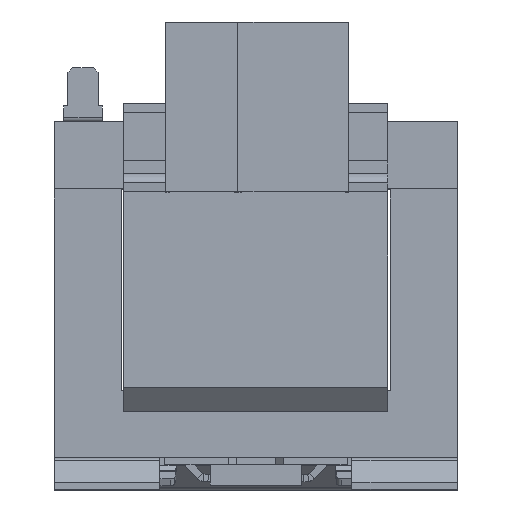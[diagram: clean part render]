
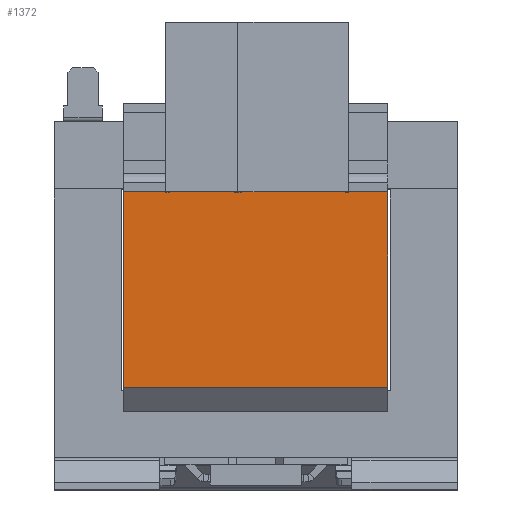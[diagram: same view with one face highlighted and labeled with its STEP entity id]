
A CAD part, top view. The second image highlights one B-rep face of the part: STEP entity #1372.
In plain terms, the highlighted planar face has unit normal (0, 0, 1).
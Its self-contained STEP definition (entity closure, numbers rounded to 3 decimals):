
#586 = EDGE_CURVE ( 'NONE', #9446, #10361, #12921, .T. ) ;
#1268 = DIRECTION ( 'NONE',  ( 0., -1., 0. ) ) ;
#1372 = ADVANCED_FACE ( 'NONE', ( #9861 ), #7875, .F. ) ;
#2511 = CARTESIAN_POINT ( 'NONE',  ( -27.5, 20.4, 37.95 ) ) ;
#2712 = CARTESIAN_POINT ( 'NONE',  ( 27.5, 20.4, 37.95 ) ) ;
#2764 = DIRECTION ( 'NONE',  ( -1., 0., 0. ) ) ;
#2953 = EDGE_CURVE ( 'NONE', #6662, #9446, #5377, .T. ) ;
#3425 = AXIS2_PLACEMENT_3D ( 'NONE', #11948, #5504, #2764 ) ;
#3933 = VECTOR ( 'NONE', #13017, 1000. ) ;
#4095 = EDGE_CURVE ( 'NONE', #6662, #12679, #11806, .T. ) ;
#5287 = CARTESIAN_POINT ( 'NONE',  ( 27.5, -20.4, 37.95 ) ) ;
#5377 = LINE ( 'NONE', #13890, #12467 ) ;
#5504 = DIRECTION ( 'NONE',  ( 0., 0., -1. ) ) ;
#5941 = CARTESIAN_POINT ( 'NONE',  ( -27.5, -20.4, 37.95 ) ) ;
#6662 = VERTEX_POINT ( 'NONE', #2712 ) ;
#7293 = ORIENTED_EDGE ( 'NONE', *, *, #2953, .T. ) ;
#7390 = CARTESIAN_POINT ( 'NONE',  ( 27.5, 20.4, 37.95 ) ) ;
#7588 = VECTOR ( 'NONE', #14553, 1000. ) ;
#7875 = PLANE ( 'NONE',  #3425 ) ;
#8084 = VECTOR ( 'NONE', #1268, 1000. ) ;
#8185 = ORIENTED_EDGE ( 'NONE', *, *, #4095, .F. ) ;
#8956 = EDGE_LOOP ( 'NONE', ( #10871, #14851, #8185, #7293 ) ) ;
#9446 = VERTEX_POINT ( 'NONE', #14578 ) ;
#9861 = FACE_OUTER_BOUND ( 'NONE', #8956, .T. ) ;
#10361 = VERTEX_POINT ( 'NONE', #5941 ) ;
#10871 = ORIENTED_EDGE ( 'NONE', *, *, #586, .T. ) ;
#11806 = LINE ( 'NONE', #7390, #3933 ) ;
#11948 = CARTESIAN_POINT ( 'NONE',  ( 27.5, 20.4, 37.95 ) ) ;
#12287 = EDGE_CURVE ( 'NONE', #12679, #10361, #14855, .T. ) ;
#12467 = VECTOR ( 'NONE', #15029, 1000. ) ;
#12679 = VERTEX_POINT ( 'NONE', #13858 ) ;
#12921 = LINE ( 'NONE', #2511, #8084 ) ;
#13017 = DIRECTION ( 'NONE',  ( 0., -1., 0. ) ) ;
#13858 = CARTESIAN_POINT ( 'NONE',  ( 27.5, -20.4, 37.95 ) ) ;
#13890 = CARTESIAN_POINT ( 'NONE',  ( 27.5, 20.4, 37.95 ) ) ;
#14553 = DIRECTION ( 'NONE',  ( -1., 0., 0. ) ) ;
#14578 = CARTESIAN_POINT ( 'NONE',  ( -27.5, 20.4, 37.95 ) ) ;
#14851 = ORIENTED_EDGE ( 'NONE', *, *, #12287, .F. ) ;
#14855 = LINE ( 'NONE', #5287, #7588 ) ;
#15029 = DIRECTION ( 'NONE',  ( -1., 0., 0. ) ) ;
